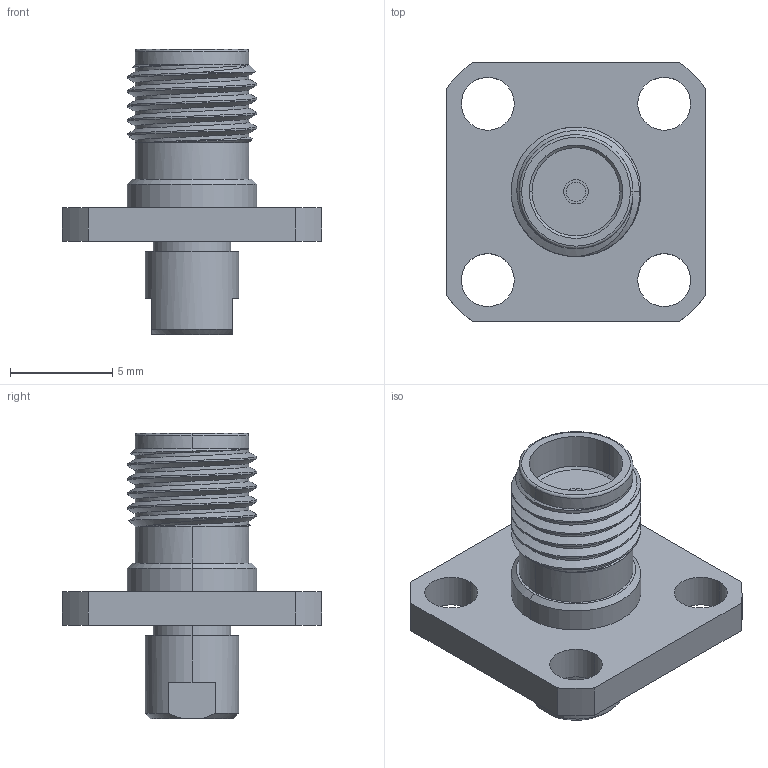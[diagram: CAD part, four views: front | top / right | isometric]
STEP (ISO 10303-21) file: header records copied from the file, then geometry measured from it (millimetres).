
FILE_DESCRIPTION (( 'STEP AP203' ), '1' );
FILE_NAME ('SC7621.step', '2018-11-30T01:24:09', ( '' ), ( '' ), 'SwSTEP 2.0', 'SolidWorks 2017', '' );
FILE_SCHEMA (( 'CONFIG_CONTROL_DESIGN' ));
Length unit declared in the file: inch
Products named in the file (1): SC7621
Bounding box: 12.7 x 12.7 x 13.97 mm (x, y, z)
Volume: 470.7 mm3; surface area: 705.1 mm2
Topology: 1 solids, 1 shells, 77 faces, 186 edges, 119 vertices
Faces by surface type: cylinder 40, plane 18, cone 14, bspline 3, torus 2
Entity records: 3423 total; most frequent: CARTESIAN_POINT 1573, ORIENTED_EDGE 372, DIRECTION 369, EDGE_CURVE 186, AXIS2_PLACEMENT_3D 150, VERTEX_POINT 119, EDGE_LOOP 93, FACE_OUTER_BOUND 77
